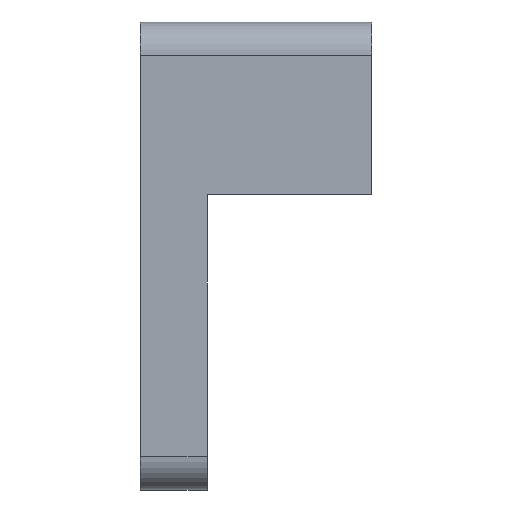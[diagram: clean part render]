
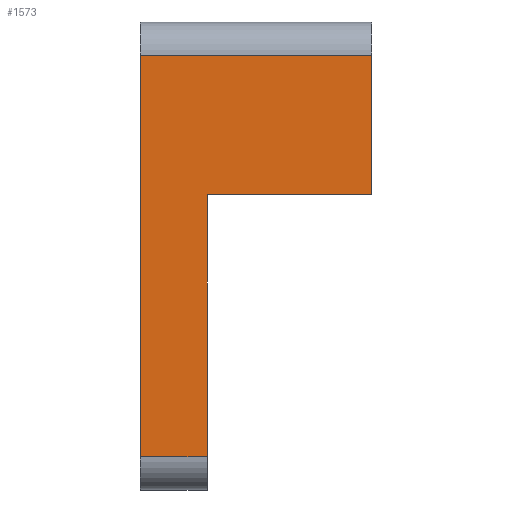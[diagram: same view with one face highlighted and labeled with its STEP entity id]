
A CAD part, left-side view. The second image highlights one B-rep face of the part: STEP entity #1573.
In plain terms, the highlighted planar face has unit normal (-1, 0, 0).
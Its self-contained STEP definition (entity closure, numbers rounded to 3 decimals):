
#69 = EDGE_CURVE ( 'NONE', #473, #736, #1192, .T. ) ;
#70 = DIRECTION ( 'NONE',  ( 0., 0., -1. ) ) ;
#243 = VERTEX_POINT ( 'NONE', #1919 ) ;
#331 = VECTOR ( 'NONE', #2657, 1000. ) ;
#332 = ORIENTED_EDGE ( 'NONE', *, *, #1311, .F. ) ;
#473 = VERTEX_POINT ( 'NONE', #2350 ) ;
#488 = DIRECTION ( 'NONE',  ( 0., 0., -1. ) ) ;
#510 = EDGE_LOOP ( 'NONE', ( #1358, #811, #1070, #1640, #332, #2755 ) ) ;
#659 = CARTESIAN_POINT ( 'NONE',  ( 1., -6., -16.5 ) ) ;
#736 = VERTEX_POINT ( 'NONE', #962 ) ;
#794 = VECTOR ( 'NONE', #70, 1000. ) ;
#801 = DIRECTION ( 'NONE',  ( 0., 0., -1. ) ) ;
#811 = ORIENTED_EDGE ( 'NONE', *, *, #2649, .T. ) ;
#960 = CARTESIAN_POINT ( 'NONE',  ( 1., -20.751, -40. ) ) ;
#962 = CARTESIAN_POINT ( 'NONE',  ( 1., 0., -40. ) ) ;
#1019 = VECTOR ( 'NONE', #2273, 1000. ) ;
#1070 = ORIENTED_EDGE ( 'NONE', *, *, #1205, .T. ) ;
#1192 = LINE ( 'NONE', #960, #1019 ) ;
#1204 = LINE ( 'NONE', #1821, #794 ) ;
#1205 = EDGE_CURVE ( 'NONE', #243, #736, #1204, .T. ) ;
#1311 = EDGE_CURVE ( 'NONE', #2458, #473, #2726, .T. ) ;
#1358 = ORIENTED_EDGE ( 'NONE', *, *, #1820, .T. ) ;
#1373 = CARTESIAN_POINT ( 'NONE',  ( 1., -20.75, -40. ) ) ;
#1461 = CARTESIAN_POINT ( 'NONE',  ( 1., -20.75, -16.5 ) ) ;
#1477 = LINE ( 'NONE', #2145, #2825 ) ;
#1573 = ADVANCED_FACE ( 'NONE', ( #2655 ), #1613, .F. ) ;
#1595 = DIRECTION ( 'NONE',  ( 0., 1., 0. ) ) ;
#1613 = PLANE ( 'NONE',  #1715 ) ;
#1640 = ORIENTED_EDGE ( 'NONE', *, *, #69, .F. ) ;
#1647 = CARTESIAN_POINT ( 'NONE',  ( 1., -6., -40. ) ) ;
#1670 = DIRECTION ( 'NONE',  ( 0., -1., 0. ) ) ;
#1686 = VERTEX_POINT ( 'NONE', #1734 ) ;
#1715 = AXIS2_PLACEMENT_3D ( 'NONE', #1828, #2707, #488 ) ;
#1734 = CARTESIAN_POINT ( 'NONE',  ( 1., -20.75, -4. ) ) ;
#1790 = LINE ( 'NONE', #1373, #331 ) ;
#1820 = EDGE_CURVE ( 'NONE', #2720, #1686, #1790, .T. ) ;
#1821 = CARTESIAN_POINT ( 'NONE',  ( 1., 0., -40. ) ) ;
#1828 = CARTESIAN_POINT ( 'NONE',  ( 1., -20.751, -40. ) ) ;
#1919 = CARTESIAN_POINT ( 'NONE',  ( 1., 0., -4. ) ) ;
#2012 = CARTESIAN_POINT ( 'NONE',  ( 1., -20.751, -4. ) ) ;
#2145 = CARTESIAN_POINT ( 'NONE',  ( 1., -20.751, -16.5 ) ) ;
#2222 = VECTOR ( 'NONE', #801, 1000. ) ;
#2235 = LINE ( 'NONE', #2012, #2730 ) ;
#2273 = DIRECTION ( 'NONE',  ( 0., 1., 0. ) ) ;
#2350 = CARTESIAN_POINT ( 'NONE',  ( 1., -6., -40. ) ) ;
#2402 = EDGE_CURVE ( 'NONE', #2458, #2720, #1477, .T. ) ;
#2458 = VERTEX_POINT ( 'NONE', #659 ) ;
#2649 = EDGE_CURVE ( 'NONE', #1686, #243, #2235, .T. ) ;
#2655 = FACE_OUTER_BOUND ( 'NONE', #510, .T. ) ;
#2657 = DIRECTION ( 'NONE',  ( 0., 0., 1. ) ) ;
#2707 = DIRECTION ( 'NONE',  ( 1., 0., 0. ) ) ;
#2720 = VERTEX_POINT ( 'NONE', #1461 ) ;
#2726 = LINE ( 'NONE', #1647, #2222 ) ;
#2730 = VECTOR ( 'NONE', #1595, 1000. ) ;
#2755 = ORIENTED_EDGE ( 'NONE', *, *, #2402, .T. ) ;
#2825 = VECTOR ( 'NONE', #1670, 1000. ) ;
